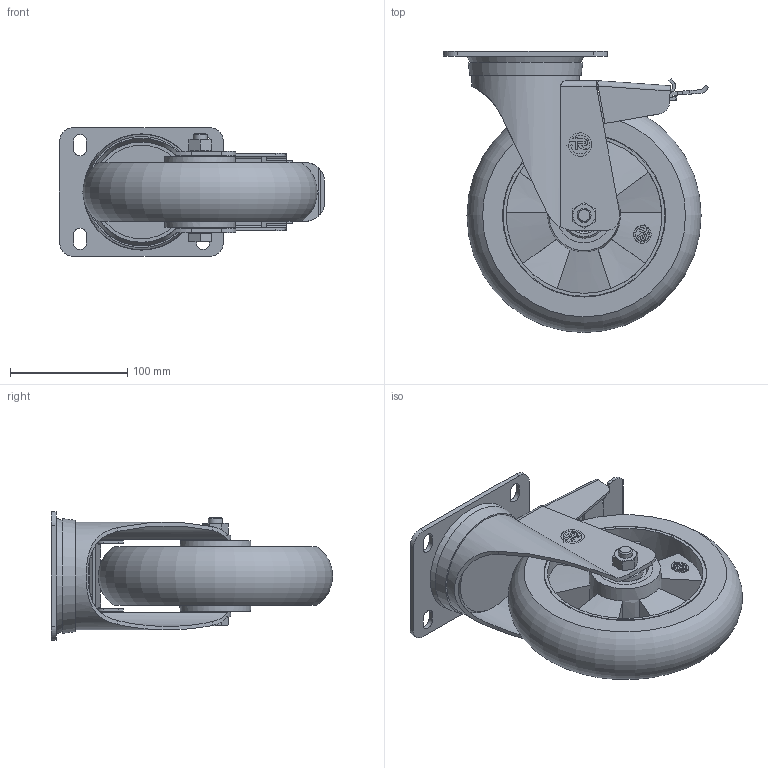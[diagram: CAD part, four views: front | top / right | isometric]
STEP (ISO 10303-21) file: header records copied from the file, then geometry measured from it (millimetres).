
FILE_DESCRIPTION( ( 'STEP AP214' ), ' ' );
FILE_NAME( '627906.stp', '2018-04-04T07:40:06', ( '' ), ( '' ), ' ', 'PARTsolutions', ' ' );
FILE_SCHEMA( ( 'AUTOMOTIVE_DESIGN { 1 0 10303 214 1 1 1 1 }' ) );
Length unit declared in the file: millimetre
Products named in the file (9): 627906; _624146; _Serie 62 ER HUB -622146- 20; _Serie 62 ER SHAFT - 622146- 20; _Shaft 200-M12-50-20600; _SRP/M 200-140x110-b; _Bolt M12(20-200-50-85GREY); _Nut M12(GREY); _20050140x1102406-bf
Assembly tree (9 placements, depth 2):
  627906
    _624146
    _Serie 62 ER HUB -622146- 20  x2
    _Serie 62 ER SHAFT - 622146- 20
    _Shaft 200-M12-50-20600
    _SRP/M 200-140x110-b
    _Bolt M12(20-200-50-85GREY)
    _Nut M12(GREY)
    _20050140x1102406-bf
Bounding box: 226.26 x 239.99 x 110 mm (x, y, z)
Volume: 1252075.4 mm3; surface area: 284214 mm2
Topology: 9 solids, 9 shells, 426 faces, 1080 edges, 700 vertices
Faces by surface type: plane 260, cylinder 100, cone 46, torus 17, bspline 3
Full cylindrical faces by diameter (mm): 10.106 x1, 12 x4, 16.47 x1, 20 x3, 21 x2, 25 x1, 28.08 x4, 30.79 x4, 32.069 x1, 36.21 x4, 38.92 x4, 44 x1, 47 x4, 80 x1, 86 x1, 92 x1, 133 x2, 138.3 x2, 139.3 x2
Entity records: 16177 total; most frequent: CARTESIAN_POINT 3081, DIRECTION 1971, ORIENTED_EDGE 1968, EDGE_CURVE 984, AXIS2_PLACEMENT_3D 680, VERTEX_POINT 676, LINE 611, VECTOR 611
